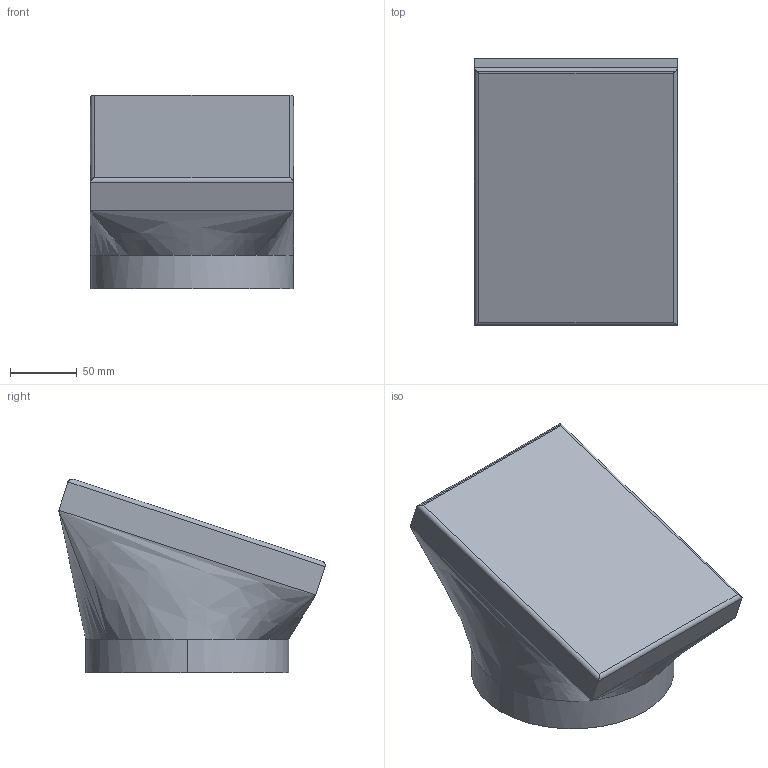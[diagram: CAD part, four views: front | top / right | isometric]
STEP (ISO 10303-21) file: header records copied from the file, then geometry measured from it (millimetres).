
FILE_DESCRIPTION (( 'STEP AP214' ), '1' );
FILE_NAME ('Radiator_8x6.STEP', '2025-01-26T00:31:46', ( '' ), ( '' ), 'SwSTEP 2.0', 'SolidWorks 2024', '' );
FILE_SCHEMA (( 'AUTOMOTIVE_DESIGN' ));
Length unit declared in the file: inch
Products named in the file (1): Radiator_8x6
Bounding box: 152.4 x 200.08 x 145.59 mm (x, y, z)
Volume: 2789241.3 mm3; surface area: 118454.7 mm2
Topology: 1 solids, 1 shells, 17 faces, 37 edges, 22 vertices
Faces by surface type: cylinder 7, plane 6, bspline 4
Entity records: 758 total; most frequent: CARTESIAN_POINT 401, ORIENTED_EDGE 74, DIRECTION 55, EDGE_CURVE 37, VECTOR 23, LINE 23, VERTEX_POINT 22, EDGE_LOOP 17
